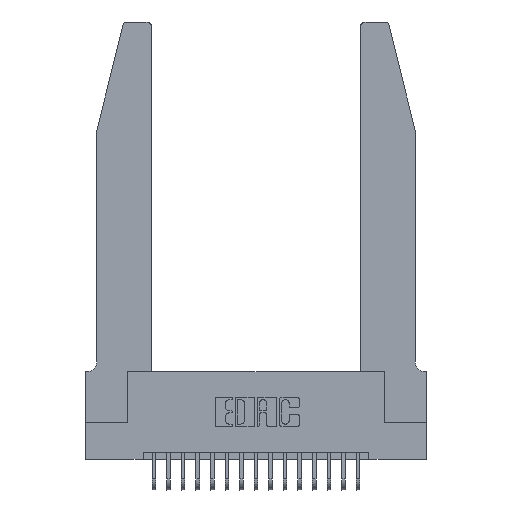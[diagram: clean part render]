
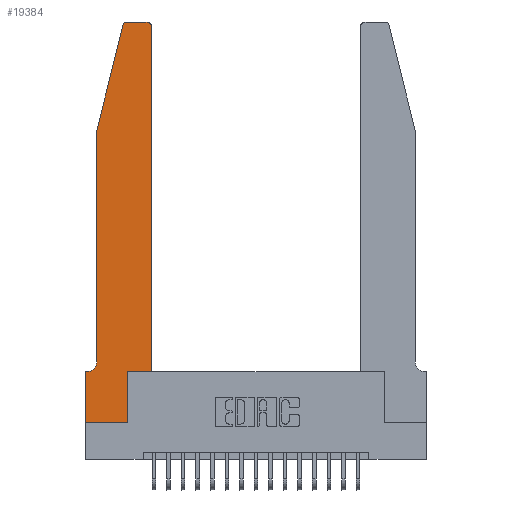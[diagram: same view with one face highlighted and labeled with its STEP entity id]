
A CAD part, top view. The second image highlights one B-rep face of the part: STEP entity #19384.
In plain terms, the highlighted planar face has unit normal (0, 0, 1).
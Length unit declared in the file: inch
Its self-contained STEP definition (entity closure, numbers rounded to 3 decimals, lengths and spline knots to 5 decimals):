
#158 = CARTESIAN_POINT ( 'NONE',  ( 0.2865, 0.35, 0.37 ) ) ;
#412 = CARTESIAN_POINT ( 'NONE',  ( 0.0755, 2., 0.37 ) ) ;
#586 = CARTESIAN_POINT ( 'NONE',  ( 0.4505, 2.72, 0.37 ) ) ;
#600 = CARTESIAN_POINT ( 'NONE',  ( 0.2865, 0.35, 0.37 ) ) ;
#679 = DIRECTION ( 'NONE',  ( 1., 0., 0. ) ) ;
#810 = CARTESIAN_POINT ( 'NONE',  ( 0.4205, 2.72, 0.37 ) ) ;
#1235 = CIRCLE ( 'NONE', #10735, 0.03 ) ;
#1401 = VERTEX_POINT ( 'NONE', #586 ) ;
#1625 = AXIS2_PLACEMENT_3D ( 'NONE', #4207, #5638, #679 ) ;
#1907 = CARTESIAN_POINT ( 'NONE',  ( 0., 0.35, 0.37 ) ) ;
#2040 = ORIENTED_EDGE ( 'NONE', *, *, #8832, .T. ) ;
#2143 = LINE ( 'NONE', #412, #11103 ) ;
#2361 = EDGE_CURVE ( 'NONE', #20457, #12502, #9368, .T. ) ;
#2464 = ORIENTED_EDGE ( 'NONE', *, *, #2361, .T. ) ;
#2979 = LINE ( 'NONE', #18781, #4803 ) ;
#2992 = DIRECTION ( 'NONE',  ( 0., 1., 0. ) ) ;
#3231 = DIRECTION ( 'NONE',  ( 0., 0., -1. ) ) ;
#3397 = VERTEX_POINT ( 'NONE', #1907 ) ;
#3633 = EDGE_CURVE ( 'NONE', #4659, #12885, #21437, .T. ) ;
#4041 = LINE ( 'NONE', #10291, #10911 ) ;
#4207 = CARTESIAN_POINT ( 'NONE',  ( 0.284, 2.72, 0.37 ) ) ;
#4372 = DIRECTION ( 'NONE',  ( 1., 0., 0. ) ) ;
#4659 = VERTEX_POINT ( 'NONE', #21031 ) ;
#4803 = VECTOR ( 'NONE', #10335, 39.37008 ) ;
#4811 = ORIENTED_EDGE ( 'NONE', *, *, #5618, .T. ) ;
#4876 = CARTESIAN_POINT ( 'NONE',  ( 0.4505, 0.35, 0.37 ) ) ;
#5333 = DIRECTION ( 'NONE',  ( 1., 0., 0. ) ) ;
#5374 = DIRECTION ( 'NONE',  ( 0., -1., 0. ) ) ;
#5618 = EDGE_CURVE ( 'NONE', #3397, #4659, #4041, .T. ) ;
#5638 = DIRECTION ( 'NONE',  ( 0., 0., 1. ) ) ;
#5679 = VECTOR ( 'NONE', #20185, 39.37008 ) ;
#5742 = VERTEX_POINT ( 'NONE', #6164 ) ;
#5810 = AXIS2_PLACEMENT_3D ( 'NONE', #20178, #3231, #6781 ) ;
#6125 = CARTESIAN_POINT ( 'NONE',  ( 0., 0., 0.37 ) ) ;
#6164 = CARTESIAN_POINT ( 'NONE',  ( 0.0755, 2., 0.37 ) ) ;
#6399 = CARTESIAN_POINT ( 'NONE',  ( 0.0055, 0.35, 0.37 ) ) ;
#6666 = DIRECTION ( 'NONE',  ( -1., 0., 0. ) ) ;
#6781 = DIRECTION ( 'NONE',  ( -1., 0., 0. ) ) ;
#8094 = ORIENTED_EDGE ( 'NONE', *, *, #18221, .T. ) ;
#8097 = CARTESIAN_POINT ( 'NONE',  ( 0.25487, 2.72718, 0.37 ) ) ;
#8832 = EDGE_CURVE ( 'NONE', #19828, #1401, #11069, .T. ) ;
#9304 = DIRECTION ( 'NONE',  ( 1., 0., 0. ) ) ;
#9368 = CIRCLE ( 'NONE', #5810, 0.07 ) ;
#9414 = CARTESIAN_POINT ( 'NONE',  ( 0.0755, 0.42, 0.37 ) ) ;
#9437 = CIRCLE ( 'NONE', #1625, 0.03 ) ;
#9467 = CARTESIAN_POINT ( 'NONE',  ( 0., 0.35, 0.37 ) ) ;
#9772 = ORIENTED_EDGE ( 'NONE', *, *, #10565, .T. ) ;
#9826 = CARTESIAN_POINT ( 'NONE',  ( 0.4205, 2.75, 0.37 ) ) ;
#10020 = ORIENTED_EDGE ( 'NONE', *, *, #15816, .T. ) ;
#10291 = CARTESIAN_POINT ( 'NONE',  ( 0., 0., 0.37 ) ) ;
#10335 = DIRECTION ( 'NONE',  ( -1., 0., 0. ) ) ;
#10565 = EDGE_CURVE ( 'NONE', #12502, #3397, #2979, .T. ) ;
#10597 = PLANE ( 'NONE',  #13877 ) ;
#10735 = AXIS2_PLACEMENT_3D ( 'NONE', #810, #17665, #9304 ) ;
#10842 = VECTOR ( 'NONE', #21021, 39.37008 ) ;
#10911 = VECTOR ( 'NONE', #21300, 39.37008 ) ;
#11069 = LINE ( 'NONE', #11326, #14449 ) ;
#11103 = VECTOR ( 'NONE', #5374, 39.37008 ) ;
#11259 = ORIENTED_EDGE ( 'NONE', *, *, #11495, .T. ) ;
#11326 = CARTESIAN_POINT ( 'NONE',  ( 0.4505, 0.35, 0.37 ) ) ;
#11467 = LINE ( 'NONE', #4876, #5679 ) ;
#11492 = CARTESIAN_POINT ( 'NONE',  ( 0.4505, 0.35, 0.37 ) ) ;
#11495 = EDGE_CURVE ( 'NONE', #12885, #20741, #21217, .T. ) ;
#11742 = VECTOR ( 'NONE', #11976, 39.37008 ) ;
#11976 = DIRECTION ( 'NONE',  ( 0., 1., 0. ) ) ;
#12007 = EDGE_CURVE ( 'NONE', #20741, #19828, #11467, .T. ) ;
#12229 = VECTOR ( 'NONE', #5333, 39.37008 ) ;
#12232 = FACE_OUTER_BOUND ( 'NONE', #13397, .T. ) ;
#12502 = VERTEX_POINT ( 'NONE', #6399 ) ;
#12524 = VERTEX_POINT ( 'NONE', #8097 ) ;
#12572 = CARTESIAN_POINT ( 'NONE',  ( 0.2865, 0., 0.37 ) ) ;
#12885 = VERTEX_POINT ( 'NONE', #12572 ) ;
#13397 = EDGE_LOOP ( 'NONE', ( #21499, #10020, #13507, #14361, #2464, #9772, #4811, #16751, #11259, #16122, #2040, #8094 ) ) ;
#13507 = ORIENTED_EDGE ( 'NONE', *, *, #14194, .T. ) ;
#13877 = AXIS2_PLACEMENT_3D ( 'NONE', #9467, #16051, #4372 ) ;
#14194 = EDGE_CURVE ( 'NONE', #12524, #5742, #20559, .T. ) ;
#14361 = ORIENTED_EDGE ( 'NONE', *, *, #21824, .T. ) ;
#14449 = VECTOR ( 'NONE', #2992, 39.37008 ) ;
#15609 = VECTOR ( 'NONE', #6666, 39.37008 ) ;
#15816 = EDGE_CURVE ( 'NONE', #19048, #12524, #9437, .T. ) ;
#16051 = DIRECTION ( 'NONE',  ( 0., 0., 1. ) ) ;
#16122 = ORIENTED_EDGE ( 'NONE', *, *, #12007, .T. ) ;
#16206 = VERTEX_POINT ( 'NONE', #9826 ) ;
#16751 = ORIENTED_EDGE ( 'NONE', *, *, #3633, .T. ) ;
#17450 = LINE ( 'NONE', #21677, #15609 ) ;
#17665 = DIRECTION ( 'NONE',  ( 0., 0., 1. ) ) ;
#18221 = EDGE_CURVE ( 'NONE', #1401, #16206, #1235, .T. ) ;
#18372 = CARTESIAN_POINT ( 'NONE',  ( 0.284, 2.75, 0.37 ) ) ;
#18781 = CARTESIAN_POINT ( 'NONE',  ( 0.0755, 0.35, 0.37 ) ) ;
#19048 = VERTEX_POINT ( 'NONE', #18372 ) ;
#19384 = ADVANCED_FACE ( 'NONE', ( #12232 ), #10597, .T. ) ;
#19458 = CARTESIAN_POINT ( 'NONE',  ( 0.0755, 2., 0.37 ) ) ;
#19828 = VERTEX_POINT ( 'NONE', #11492 ) ;
#20178 = CARTESIAN_POINT ( 'NONE',  ( 0.0055, 0.42, 0.37 ) ) ;
#20185 = DIRECTION ( 'NONE',  ( 1., 0., 0. ) ) ;
#20457 = VERTEX_POINT ( 'NONE', #9414 ) ;
#20551 = EDGE_CURVE ( 'NONE', #16206, #19048, #17450, .T. ) ;
#20559 = LINE ( 'NONE', #19458, #10842 ) ;
#20741 = VERTEX_POINT ( 'NONE', #600 ) ;
#21021 = DIRECTION ( 'NONE',  ( -0.239, -0.971, 0. ) ) ;
#21031 = CARTESIAN_POINT ( 'NONE',  ( 0., 0., 0.37 ) ) ;
#21217 = LINE ( 'NONE', #158, #11742 ) ;
#21300 = DIRECTION ( 'NONE',  ( 0., -1., 0. ) ) ;
#21437 = LINE ( 'NONE', #6125, #12229 ) ;
#21499 = ORIENTED_EDGE ( 'NONE', *, *, #20551, .T. ) ;
#21677 = CARTESIAN_POINT ( 'NONE',  ( 0.2605, 2.75, 0.37 ) ) ;
#21824 = EDGE_CURVE ( 'NONE', #5742, #20457, #2143, .T. ) ;
